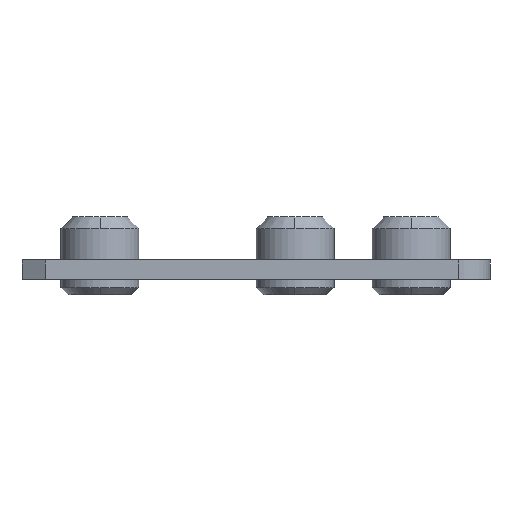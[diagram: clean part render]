
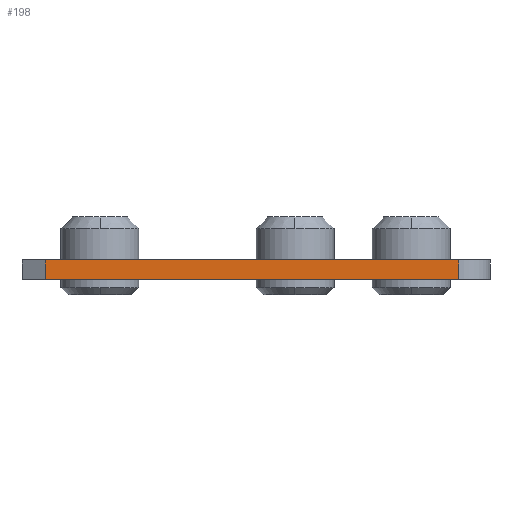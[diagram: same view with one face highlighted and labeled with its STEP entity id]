
A CAD part, front view. The second image highlights one B-rep face of the part: STEP entity #198.
In plain terms, the highlighted planar face has unit normal (0, -1, 0).
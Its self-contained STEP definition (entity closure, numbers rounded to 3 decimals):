
#198=ADVANCED_FACE('',(#450),#451,.T.);
#450=FACE_OUTER_BOUND('',#749,.T.);
#451=PLANE('',#750);
#749=EDGE_LOOP('',(#1304,#1305,#1306,#1307));
#750=AXIS2_PLACEMENT_3D('',#1308,#1309,#1310);
#1304=ORIENTED_EDGE('',*,*,#1948,.T.);
#1305=ORIENTED_EDGE('',*,*,#1865,.T.);
#1306=ORIENTED_EDGE('',*,*,#1914,.F.);
#1307=ORIENTED_EDGE('',*,*,#1907,.F.);
#1308=CARTESIAN_POINT('',(10.1,-10.1,3.));
#1309=DIRECTION('',(0.,-1.0,-0.0));
#1310=DIRECTION('',(-1.0,0.,0.0));
#1865=EDGE_CURVE('',#2274,#2272,#2275,.T.);
#1907=EDGE_CURVE('',#2345,#2347,#2348,.T.);
#1914=EDGE_CURVE('',#2347,#2272,#2355,.T.);
#1948=EDGE_CURVE('',#2345,#2274,#2389,.T.);
#2272=VERTEX_POINT('',#2799);
#2274=VERTEX_POINT('',#2802);
#2275=LINE('',#2803,#2804);
#2345=VERTEX_POINT('',#2898);
#2347=VERTEX_POINT('',#2900);
#2348=LINE('',#2901,#2902);
#2355=LINE('',#2910,#2911);
#2389=LINE('',#2960,#2961);
#2799=CARTESIAN_POINT('',(-46.9,-10.1,3.));
#2802=CARTESIAN_POINT('',(6.1,-10.1,3.));
#2803=CARTESIAN_POINT('',(6.1,-10.1,3.));
#2804=VECTOR('',#3401,53.0);
#2898=CARTESIAN_POINT('',(6.1,-10.1,0.5));
#2900=CARTESIAN_POINT('',(-46.9,-10.1,0.5));
#2901=CARTESIAN_POINT('',(6.1,-10.1,0.5));
#2902=VECTOR('',#3474,53.0);
#2910=CARTESIAN_POINT('',(-46.9,-10.1,0.5));
#2911=VECTOR('',#3488,2.5);
#2960=CARTESIAN_POINT('',(6.1,-10.1,0.5));
#2961=VECTOR('',#3504,2.5);
#3401=DIRECTION('',(-1.0,0.,0.0));
#3474=DIRECTION('',(-1.0,0.,0.0));
#3488=DIRECTION('',(0.0,0.0,1.0));
#3504=DIRECTION('',(0.0,0.0,1.0));
